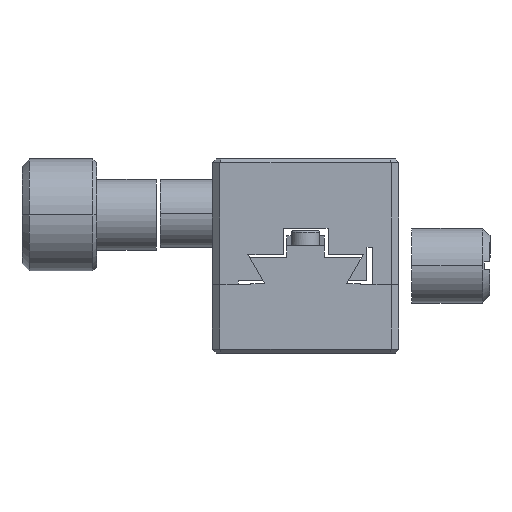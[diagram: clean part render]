
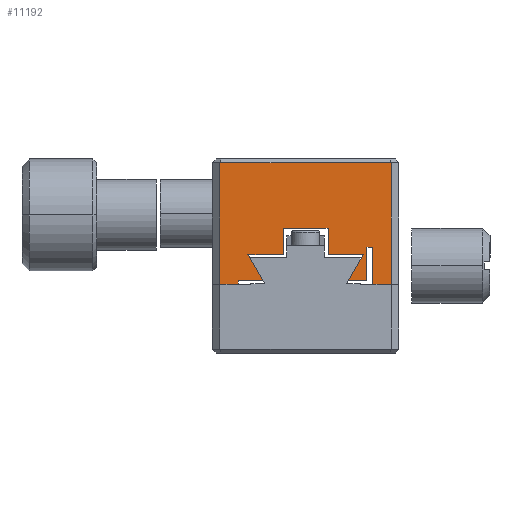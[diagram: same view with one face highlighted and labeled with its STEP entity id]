
A CAD part, front view. The second image highlights one B-rep face of the part: STEP entity #11192.
In plain terms, the highlighted planar face has unit normal (0, -1, 0).
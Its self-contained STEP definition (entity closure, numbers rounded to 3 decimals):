
#173 = LINE ( 'NONE', #2165, #1519 ) ;
#203 = DIRECTION ( 'NONE',  ( 0., 1., 0. ) ) ;
#224 = CARTESIAN_POINT ( 'NONE',  ( -18.21, -96., 9.7 ) ) ;
#242 = CARTESIAN_POINT ( 'NONE',  ( -21.5, -96., 9.45 ) ) ;
#369 = LINE ( 'NONE', #2616, #14518 ) ;
#460 = VERTEX_POINT ( 'NONE', #1711 ) ;
#554 = CARTESIAN_POINT ( 'NONE',  ( -3.9, -96., 14.2 ) ) ;
#575 = LINE ( 'NONE', #9178, #1581 ) ;
#600 = CARTESIAN_POINT ( 'NONE',  ( -24., -96., 25.5 ) ) ;
#775 = VERTEX_POINT ( 'NONE', #10529 ) ;
#1014 = LINE ( 'NONE', #7656, #14099 ) ;
#1130 = EDGE_CURVE ( 'NONE', #14157, #14409, #8853, .T. ) ;
#1140 = DIRECTION ( 'NONE',  ( 0., 0., -1. ) ) ;
#1226 = CARTESIAN_POINT ( 'NONE',  ( -4.3, -96., 17.35 ) ) ;
#1267 = LINE ( 'NONE', #9881, #6112 ) ;
#1284 = VECTOR ( 'NONE', #14928, 1000. ) ;
#1312 = DIRECTION ( 'NONE',  ( -1., 0., 0. ) ) ;
#1321 = VERTEX_POINT ( 'NONE', #13073 ) ;
#1405 = ORIENTED_EDGE ( 'NONE', *, *, #13355, .T. ) ;
#1459 = DIRECTION ( 'NONE',  ( 0., 0., 1. ) ) ;
#1490 = EDGE_CURVE ( 'NONE', #7936, #11149, #1014, .T. ) ;
#1519 = VECTOR ( 'NONE', #5304, 1000. ) ;
#1581 = VECTOR ( 'NONE', #11145, 1000. ) ;
#1673 = VERTEX_POINT ( 'NONE', #10607 ) ;
#1711 = CARTESIAN_POINT ( 'NONE',  ( -3.5, -96., 14.2 ) ) ;
#1759 = ORIENTED_EDGE ( 'NONE', *, *, #13963, .F. ) ;
#1830 = CARTESIAN_POINT ( 'NONE',  ( -12.5, -96., 9.7 ) ) ;
#2030 = VECTOR ( 'NONE', #3949, 1000. ) ;
#2160 = EDGE_CURVE ( 'NONE', #1673, #460, #369, .T. ) ;
#2165 = CARTESIAN_POINT ( 'NONE',  ( -12.5, -96., 16.7 ) ) ;
#2197 = VERTEX_POINT ( 'NONE', #6541 ) ;
#2212 = LINE ( 'NONE', #1226, #12855 ) ;
#2314 = LINE ( 'NONE', #5217, #10104 ) ;
#2559 = DIRECTION ( 'NONE',  ( -1., 0., 0. ) ) ;
#2616 = CARTESIAN_POINT ( 'NONE',  ( -3.5, -96., 17.35 ) ) ;
#2712 = EDGE_CURVE ( 'NONE', #7936, #6812, #3902, .T. ) ;
#3141 = EDGE_CURVE ( 'NONE', #10653, #5664, #1267, .T. ) ;
#3199 = ORIENTED_EDGE ( 'NONE', *, *, #8852, .F. ) ;
#3235 = ORIENTED_EDGE ( 'NONE', *, *, #9591, .T. ) ;
#3453 = ORIENTED_EDGE ( 'NONE', *, *, #14548, .T. ) ;
#3620 = CARTESIAN_POINT ( 'NONE',  ( -1., -96., 9.2 ) ) ;
#3695 = DIRECTION ( 'NONE',  ( -1., 0., 0. ) ) ;
#3899 = ORIENTED_EDGE ( 'NONE', *, *, #6018, .F. ) ;
#3902 = LINE ( 'NONE', #242, #8050 ) ;
#3949 = DIRECTION ( 'NONE',  ( 0.5, 0., 0.866 ) ) ;
#3974 = DIRECTION ( 'NONE',  ( 1., 0., 0. ) ) ;
#4181 = ORIENTED_EDGE ( 'NONE', *, *, #13850, .F. ) ;
#4646 = CARTESIAN_POINT ( 'NONE',  ( -9.5, -96., 13.2 ) ) ;
#4670 = VECTOR ( 'NONE', #1140, 1000. ) ;
#4672 = CARTESIAN_POINT ( 'NONE',  ( -21.5, -96., 9.7 ) ) ;
#4806 = ORIENTED_EDGE ( 'NONE', *, *, #11910, .F. ) ;
#5013 = VECTOR ( 'NONE', #8846, 1000. ) ;
#5217 = CARTESIAN_POINT ( 'NONE',  ( -12.5, -96., 13.2 ) ) ;
#5304 = DIRECTION ( 'NONE',  ( 1., 0., 0. ) ) ;
#5399 = EDGE_CURVE ( 'NONE', #2197, #5493, #12218, .T. ) ;
#5427 = DIRECTION ( 'NONE',  ( 0., 0., -1. ) ) ;
#5493 = VERTEX_POINT ( 'NONE', #14253 ) ;
#5605 = VECTOR ( 'NONE', #8786, 1000. ) ;
#5664 = VERTEX_POINT ( 'NONE', #4646 ) ;
#5750 = EDGE_LOOP ( 'NONE', ( #8905, #3899, #3235, #4181, #13266, #9998, #9851, #6235, #15140, #3199, #1405, #1759, #6109, #4806, #10083, #11245, #3453, #8723 ) ) ;
#6018 = EDGE_CURVE ( 'NONE', #8620, #775, #7435, .T. ) ;
#6109 = ORIENTED_EDGE ( 'NONE', *, *, #3141, .F. ) ;
#6112 = VECTOR ( 'NONE', #3695, 1000. ) ;
#6235 = ORIENTED_EDGE ( 'NONE', *, *, #1130, .F. ) ;
#6240 = VERTEX_POINT ( 'NONE', #600 ) ;
#6460 = LINE ( 'NONE', #1830, #12020 ) ;
#6541 = CARTESIAN_POINT ( 'NONE',  ( -4.3, -96., 9.7 ) ) ;
#6554 = VERTEX_POINT ( 'NONE', #14532 ) ;
#6812 = VERTEX_POINT ( 'NONE', #4672 ) ;
#6892 = VECTOR ( 'NONE', #9080, 1000. ) ;
#6947 = CARTESIAN_POINT ( 'NONE',  ( -15.5, -96., 16.7 ) ) ;
#7210 = LINE ( 'NONE', #554, #14404 ) ;
#7269 = EDGE_CURVE ( 'NONE', #6554, #2197, #2212, .T. ) ;
#7311 = EDGE_CURVE ( 'NONE', #15179, #14157, #2314, .T. ) ;
#7435 = LINE ( 'NONE', #14087, #14757 ) ;
#7656 = CARTESIAN_POINT ( 'NONE',  ( -12.5, -96., 9.2 ) ) ;
#7674 = LINE ( 'NONE', #10120, #2030 ) ;
#7736 = CARTESIAN_POINT ( 'NONE',  ( -4.769, -96., 13.2 ) ) ;
#7936 = VERTEX_POINT ( 'NONE', #12224 ) ;
#7969 = VERTEX_POINT ( 'NONE', #6947 ) ;
#8024 = LINE ( 'NONE', #12204, #4670 ) ;
#8050 = VECTOR ( 'NONE', #1459, 1000. ) ;
#8317 = FACE_OUTER_BOUND ( 'NONE', #5750, .T. ) ;
#8620 = VERTEX_POINT ( 'NONE', #12409 ) ;
#8666 = CARTESIAN_POINT ( 'NONE',  ( -18.21, -96., 9.7 ) ) ;
#8723 = ORIENTED_EDGE ( 'NONE', *, *, #2160, .F. ) ;
#8786 = DIRECTION ( 'NONE',  ( 0., 0., 1. ) ) ;
#8824 = DIRECTION ( 'NONE',  ( -1., 0., 0. ) ) ;
#8846 = DIRECTION ( 'NONE',  ( 0.5, 0., -0.866 ) ) ;
#8852 = EDGE_CURVE ( 'NONE', #7969, #15179, #8024, .T. ) ;
#8853 = LINE ( 'NONE', #224, #5013 ) ;
#8905 = ORIENTED_EDGE ( 'NONE', *, *, #14100, .F. ) ;
#9080 = DIRECTION ( 'NONE',  ( -1., 0., 0. ) ) ;
#9178 = CARTESIAN_POINT ( 'NONE',  ( -12.5, -96., 25.5 ) ) ;
#9328 = CARTESIAN_POINT ( 'NONE',  ( -20.231, -96., 13.2 ) ) ;
#9510 = LINE ( 'NONE', #11470, #5605 ) ;
#9526 = EDGE_CURVE ( 'NONE', #14409, #6812, #6460, .T. ) ;
#9568 = AXIS2_PLACEMENT_3D ( 'NONE', #3620, #203, #8824 ) ;
#9591 = EDGE_CURVE ( 'NONE', #8620, #6240, #575, .T. ) ;
#9723 = LINE ( 'NONE', #11182, #14462 ) ;
#9851 = ORIENTED_EDGE ( 'NONE', *, *, #9526, .F. ) ;
#9881 = CARTESIAN_POINT ( 'NONE',  ( -12.5, -96., 13.2 ) ) ;
#9998 = ORIENTED_EDGE ( 'NONE', *, *, #2712, .T. ) ;
#10083 = ORIENTED_EDGE ( 'NONE', *, *, #5399, .F. ) ;
#10104 = VECTOR ( 'NONE', #2559, 1000. ) ;
#10120 = CARTESIAN_POINT ( 'NONE',  ( -4.769, -96., 13.2 ) ) ;
#10529 = CARTESIAN_POINT ( 'NONE',  ( -1., -96., 9.2 ) ) ;
#10607 = CARTESIAN_POINT ( 'NONE',  ( -3.5, -96., 9.2 ) ) ;
#10653 = VERTEX_POINT ( 'NONE', #7736 ) ;
#10799 = LINE ( 'NONE', #12291, #6892 ) ;
#11145 = DIRECTION ( 'NONE',  ( -1., 0., 0. ) ) ;
#11149 = VERTEX_POINT ( 'NONE', #12008 ) ;
#11182 = CARTESIAN_POINT ( 'NONE',  ( -24., -96., 17.35 ) ) ;
#11192 = ADVANCED_FACE ( 'NONE', ( #8317 ), #13746, .F. ) ;
#11245 = ORIENTED_EDGE ( 'NONE', *, *, #7269, .F. ) ;
#11470 = CARTESIAN_POINT ( 'NONE',  ( -9.5, -96., 17.35 ) ) ;
#11910 = EDGE_CURVE ( 'NONE', #5493, #10653, #7674, .T. ) ;
#11977 = CARTESIAN_POINT ( 'NONE',  ( -12.5, -96., 9.7 ) ) ;
#12008 = CARTESIAN_POINT ( 'NONE',  ( -24., -96., 9.2 ) ) ;
#12020 = VECTOR ( 'NONE', #1312, 1000. ) ;
#12204 = CARTESIAN_POINT ( 'NONE',  ( -15.5, -96., 17.35 ) ) ;
#12218 = LINE ( 'NONE', #11977, #1284 ) ;
#12224 = CARTESIAN_POINT ( 'NONE',  ( -21.5, -96., 9.2 ) ) ;
#12291 = CARTESIAN_POINT ( 'NONE',  ( -12.5, -96., 9.2 ) ) ;
#12409 = CARTESIAN_POINT ( 'NONE',  ( -1., -96., 25.5 ) ) ;
#12782 = DIRECTION ( 'NONE',  ( 0., 0., -1. ) ) ;
#12820 = DIRECTION ( 'NONE',  ( -1., 0., 0. ) ) ;
#12855 = VECTOR ( 'NONE', #12782, 1000. ) ;
#13073 = CARTESIAN_POINT ( 'NONE',  ( -9.5, -96., 16.7 ) ) ;
#13186 = DIRECTION ( 'NONE',  ( 0., 0., 1. ) ) ;
#13266 = ORIENTED_EDGE ( 'NONE', *, *, #1490, .F. ) ;
#13355 = EDGE_CURVE ( 'NONE', #7969, #1321, #173, .T. ) ;
#13746 = PLANE ( 'NONE',  #9568 ) ;
#13850 = EDGE_CURVE ( 'NONE', #11149, #6240, #9723, .T. ) ;
#13963 = EDGE_CURVE ( 'NONE', #5664, #1321, #9510, .T. ) ;
#14087 = CARTESIAN_POINT ( 'NONE',  ( -1., -96., 17.35 ) ) ;
#14099 = VECTOR ( 'NONE', #12820, 1000. ) ;
#14100 = EDGE_CURVE ( 'NONE', #775, #1673, #10799, .T. ) ;
#14157 = VERTEX_POINT ( 'NONE', #9328 ) ;
#14253 = CARTESIAN_POINT ( 'NONE',  ( -6.79, -96., 9.7 ) ) ;
#14404 = VECTOR ( 'NONE', #3974, 1000. ) ;
#14409 = VERTEX_POINT ( 'NONE', #8666 ) ;
#14418 = DIRECTION ( 'NONE',  ( 0., 0., 1. ) ) ;
#14462 = VECTOR ( 'NONE', #13186, 1000. ) ;
#14518 = VECTOR ( 'NONE', #14418, 1000. ) ;
#14532 = CARTESIAN_POINT ( 'NONE',  ( -4.3, -96., 14.2 ) ) ;
#14548 = EDGE_CURVE ( 'NONE', #6554, #460, #7210, .T. ) ;
#14556 = CARTESIAN_POINT ( 'NONE',  ( -15.5, -96., 13.2 ) ) ;
#14757 = VECTOR ( 'NONE', #5427, 1000. ) ;
#14928 = DIRECTION ( 'NONE',  ( -1., 0., 0. ) ) ;
#15140 = ORIENTED_EDGE ( 'NONE', *, *, #7311, .F. ) ;
#15179 = VERTEX_POINT ( 'NONE', #14556 ) ;
